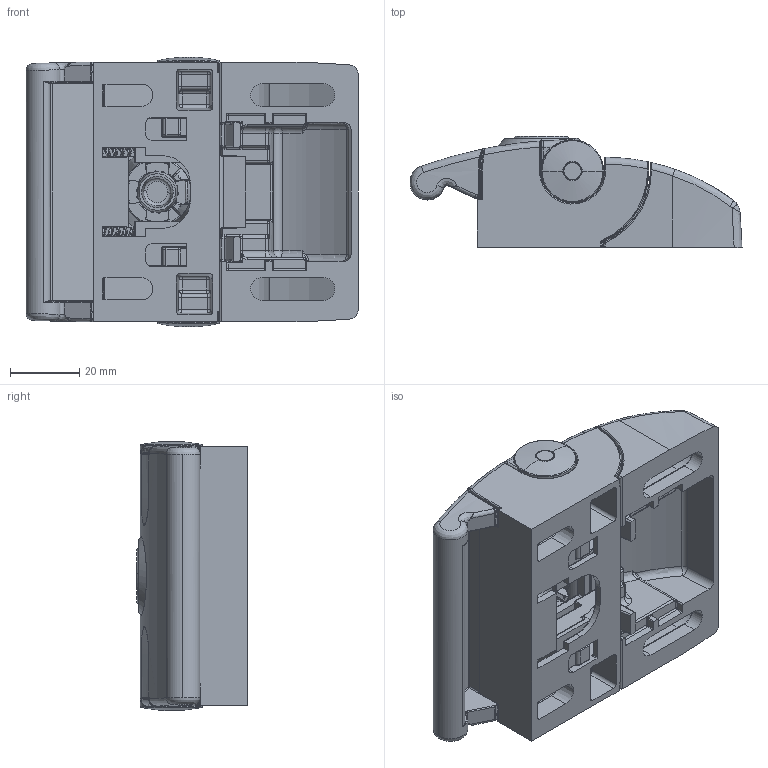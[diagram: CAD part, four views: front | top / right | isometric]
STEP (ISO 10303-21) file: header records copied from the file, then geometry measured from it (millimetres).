
FILE_DESCRIPTION(('STEP AP214'),'1');
FILE_NAME('fath_0957410.stp','2017-04-24T02:20:45',('TraceParts'),('TraceParts S.A.'),'Spatial InterOp 3D',' ',' ');
FILE_SCHEMA(('automotive_design'));
Length unit declared in the file: millimetre
Products named in the file (13): fath_0957410_1; fath_0957410_2; fath_0957410_3; fath_0957410_4; fath_0957410_5; fath_0957410_6; fath_0957410_7; fath_0957410_8; fath_0957410_9; fath_0957410_10; fath_0957410_11; fath_0957410_12; fath_0957410_13
Bounding box: 96.01 x 32.07 x 77.81 mm (x, y, z)
Volume: 72775 mm3; surface area: 60539.4 mm2
Topology: 13 solids, 13 shells, 3064 faces, 7712 edges, 4404 vertices
Faces by surface type: cylinder 1062, plane 862, bspline 615, torus 270, sphere 203, cone 52
Entity records: 143814 total; most frequent: CARTESIAN_POINT 52225, ORIENTED_EDGE 14906, DIRECTION 13334, EDGE_CURVE 7453, AXIS2_PLACEMENT_3D 5071, VERTEX_POINT 4404, LINE 3192, VECTOR 3192
